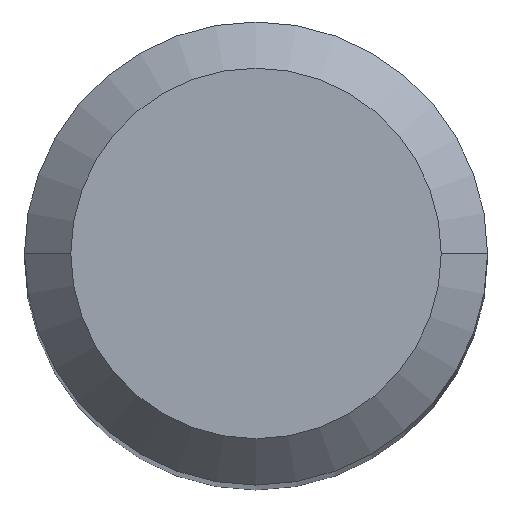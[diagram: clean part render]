
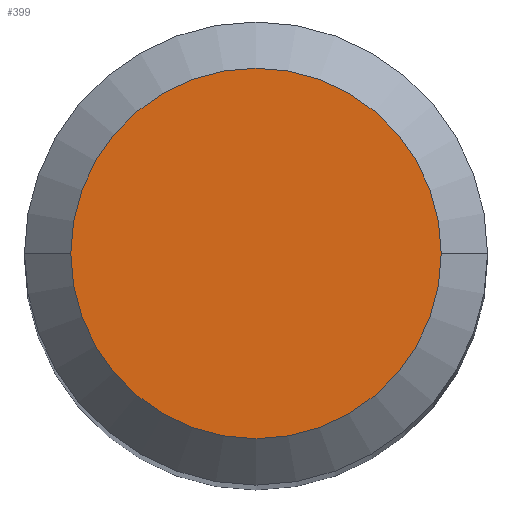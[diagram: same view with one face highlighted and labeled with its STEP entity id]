
A CAD part, top view. The second image highlights one B-rep face of the part: STEP entity #399.
In plain terms, the highlighted planar face has unit normal (0, 0, 1).
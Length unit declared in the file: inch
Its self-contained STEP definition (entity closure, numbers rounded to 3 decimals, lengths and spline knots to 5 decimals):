
#15 = VERTEX_POINT ( 'NONE', #51 ) ;
#37 = DIRECTION ( 'NONE',  ( -1., 0., 0. ) ) ;
#51 = CARTESIAN_POINT ( 'NONE',  ( -0.09448, 0., 0. ) ) ;
#55 = EDGE_LOOP ( 'NONE', ( #383, #353 ) ) ;
#62 = CARTESIAN_POINT ( 'NONE',  ( 0.09448, 0., 0. ) ) ;
#124 = EDGE_CURVE ( 'NONE', #301, #15, #486, .T. ) ;
#159 = AXIS2_PLACEMENT_3D ( 'NONE', #236, #270, #388 ) ;
#167 = AXIS2_PLACEMENT_3D ( 'NONE', #266, #409, #37 ) ;
#181 = EDGE_CURVE ( 'NONE', #15, #301, #310, .T. ) ;
#202 = DIRECTION ( 'NONE',  ( 1., 0., 0. ) ) ;
#236 = CARTESIAN_POINT ( 'NONE',  ( 0., 0., 0. ) ) ;
#261 = FACE_OUTER_BOUND ( 'NONE', #55, .T. ) ;
#266 = CARTESIAN_POINT ( 'NONE',  ( 0., 0., 0. ) ) ;
#270 = DIRECTION ( 'NONE',  ( 0., 0., 1. ) ) ;
#301 = VERTEX_POINT ( 'NONE', #62 ) ;
#310 = CIRCLE ( 'NONE', #159, 0.09448 ) ;
#353 = ORIENTED_EDGE ( 'NONE', *, *, #124, .T. ) ;
#359 = AXIS2_PLACEMENT_3D ( 'NONE', #459, #420, #202 ) ;
#383 = ORIENTED_EDGE ( 'NONE', *, *, #181, .T. ) ;
#388 = DIRECTION ( 'NONE',  ( 1., 0., 0. ) ) ;
#399 = ADVANCED_FACE ( 'NONE', ( #261 ), #490, .F. ) ;
#409 = DIRECTION ( 'NONE',  ( 0., 0., -1. ) ) ;
#420 = DIRECTION ( 'NONE',  ( 0., 0., 1. ) ) ;
#459 = CARTESIAN_POINT ( 'NONE',  ( 0., 0., 0. ) ) ;
#486 = CIRCLE ( 'NONE', #359, 0.09448 ) ;
#490 = PLANE ( 'NONE',  #167 ) ;
